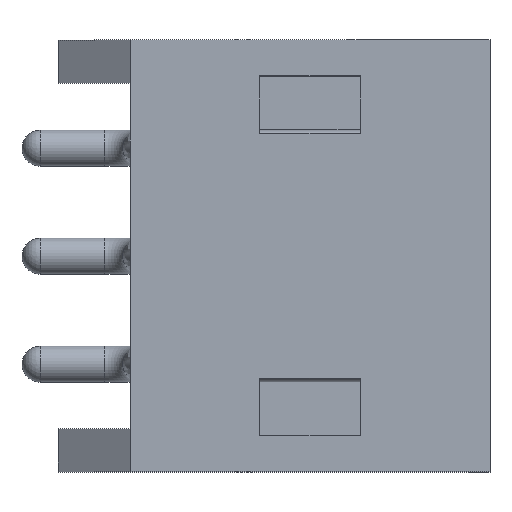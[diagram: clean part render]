
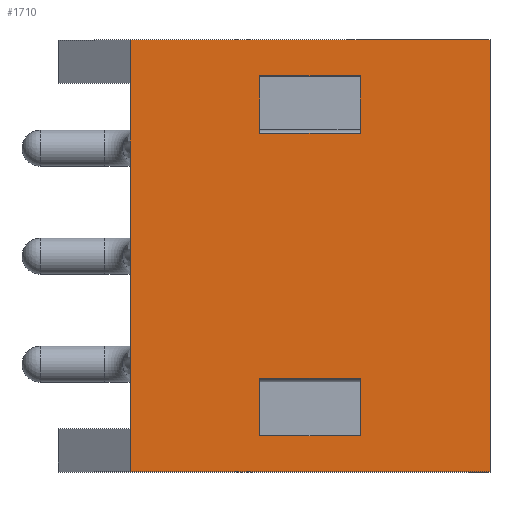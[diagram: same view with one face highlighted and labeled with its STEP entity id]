
A CAD part, top view. The second image highlights one B-rep face of the part: STEP entity #1710.
In plain terms, the highlighted planar face has unit normal (0, 0, 1).
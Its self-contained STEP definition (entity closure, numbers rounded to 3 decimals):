
#21=FACE_BOUND('',#281,.T.);
#22=FACE_BOUND('',#282,.T.);
#81=PLANE('',#1868);
#184=FACE_OUTER_BOUND('',#280,.T.);
#280=EDGE_LOOP('',(#1565,#1566,#1567,#1568));
#281=EDGE_LOOP('',(#1569,#1570,#1571,#1572));
#282=EDGE_LOOP('',(#1573,#1574,#1575,#1576));
#299=LINE('',#2542,#485);
#303=LINE('',#2549,#489);
#330=LINE('',#2605,#516);
#372=LINE('',#2706,#558);
#385=LINE('',#2729,#571);
#394=LINE('',#2745,#580);
#396=LINE('',#2750,#582);
#398=LINE('',#2754,#584);
#453=LINE('',#2864,#639);
#462=LINE('',#2881,#648);
#467=LINE('',#2892,#653);
#468=LINE('',#2893,#654);
#485=VECTOR('',#2025,10.);
#489=VECTOR('',#2031,10.);
#516=VECTOR('',#2070,10.);
#558=VECTOR('',#2158,10.);
#571=VECTOR('',#2177,10.);
#580=VECTOR('',#2190,10.);
#582=VECTOR('',#2194,10.);
#584=VECTOR('',#2198,10.);
#639=VECTOR('',#2301,10.);
#648=VECTOR('',#2312,10.);
#653=VECTOR('',#2329,10.);
#654=VECTOR('',#2330,10.);
#747=VERTEX_POINT('',#2539);
#748=VERTEX_POINT('',#2541);
#750=VERTEX_POINT('',#2547);
#772=VERTEX_POINT('',#2602);
#773=VERTEX_POINT('',#2604);
#809=VERTEX_POINT('',#2704);
#816=VERTEX_POINT('',#2727);
#822=VERTEX_POINT('',#2747);
#823=VERTEX_POINT('',#2749);
#824=VERTEX_POINT('',#2753);
#855=VERTEX_POINT('',#2863);
#862=VERTEX_POINT('',#2879);
#923=EDGE_CURVE('',#748,#747,#299,.T.);
#927=EDGE_CURVE('',#747,#750,#303,.T.);
#954=EDGE_CURVE('',#773,#772,#330,.T.);
#1004=EDGE_CURVE('',#772,#809,#372,.T.);
#1017=EDGE_CURVE('',#816,#809,#385,.T.);
#1026=EDGE_CURVE('',#773,#816,#394,.T.);
#1028=EDGE_CURVE('',#823,#822,#396,.T.);
#1030=EDGE_CURVE('',#824,#823,#398,.T.);
#1085=EDGE_CURVE('',#855,#748,#453,.T.);
#1094=EDGE_CURVE('',#822,#862,#462,.T.);
#1099=EDGE_CURVE('',#750,#855,#467,.T.);
#1100=EDGE_CURVE('',#862,#824,#468,.T.);
#1565=ORIENTED_EDGE('',*,*,#954,.T.);
#1566=ORIENTED_EDGE('',*,*,#1004,.T.);
#1567=ORIENTED_EDGE('',*,*,#1017,.F.);
#1568=ORIENTED_EDGE('',*,*,#1026,.F.);
#1569=ORIENTED_EDGE('',*,*,#1085,.T.);
#1570=ORIENTED_EDGE('',*,*,#923,.T.);
#1571=ORIENTED_EDGE('',*,*,#927,.T.);
#1572=ORIENTED_EDGE('',*,*,#1099,.T.);
#1573=ORIENTED_EDGE('',*,*,#1094,.T.);
#1574=ORIENTED_EDGE('',*,*,#1100,.T.);
#1575=ORIENTED_EDGE('',*,*,#1030,.T.);
#1576=ORIENTED_EDGE('',*,*,#1028,.T.);
#1710=ADVANCED_FACE('',(#184,#21,#22),#81,.T.);
#1868=AXIS2_PLACEMENT_3D('',#2894,#2331,#2332);
#2025=DIRECTION('',(0.,-1.,0.));
#2031=DIRECTION('',(-1.,0.,0.));
#2070=DIRECTION('',(0.,-1.,0.));
#2158=DIRECTION('',(1.,0.,0.));
#2177=DIRECTION('',(0.,-1.,0.));
#2190=DIRECTION('',(1.,0.,0.));
#2194=DIRECTION('',(0.,-1.,0.));
#2198=DIRECTION('',(1.,0.,0.));
#2301=DIRECTION('',(1.,0.,0.));
#2312=DIRECTION('',(-1.,0.,0.));
#2329=DIRECTION('',(0.,1.,0.));
#2330=DIRECTION('',(0.,1.,0.));
#2331=DIRECTION('center_axis',(0.,0.,
1.));
#2332=DIRECTION('ref_axis',(0.,-1.,0.));
#2539=CARTESIAN_POINT('',(0.2,4.1,3.7));
#2541=CARTESIAN_POINT('',(0.2,4.9,3.7));
#2542=CARTESIAN_POINT('',(0.2,4.75,3.7));
#2547=CARTESIAN_POINT('',(-1.2,4.1,3.7));
#2549=CARTESIAN_POINT('',(-2.1,4.1,3.7));
#2602=CARTESIAN_POINT('',(-3.,-0.6,3.7));
#2604=CARTESIAN_POINT('',(-3.,5.4,3.7));
#2605=CARTESIAN_POINT('',(-3.,5.4,3.7));
#2704=CARTESIAN_POINT('',(2.,-0.6,3.7));
#2706=CARTESIAN_POINT('',(-3.,-0.6,3.7));
#2727=CARTESIAN_POINT('',(2.,5.4,3.7));
#2729=CARTESIAN_POINT('',(2.,5.4,3.7));
#2745=CARTESIAN_POINT('',(-3.,5.4,3.7));
#2747=CARTESIAN_POINT('',(0.2,-0.1,3.7));
#2749=CARTESIAN_POINT('',(0.2,0.7,3.7));
#2750=CARTESIAN_POINT('',(0.2,3.05,3.7));
#2753=CARTESIAN_POINT('',(-1.2,0.7,3.7));
#2754=CARTESIAN_POINT('',(-2.1,0.7,3.7));
#2863=CARTESIAN_POINT('',(-1.2,4.9,3.7));
#2864=CARTESIAN_POINT('',(-1.4,4.9,3.7));
#2879=CARTESIAN_POINT('',(-1.2,-0.1,3.7));
#2881=CARTESIAN_POINT('',(-1.4,-0.1,3.7));
#2892=CARTESIAN_POINT('',(-1.2,5.15,3.7));
#2893=CARTESIAN_POINT('',(-1.2,2.65,3.7));
#2894=CARTESIAN_POINT('Origin',(-3.,5.4,3.7));
